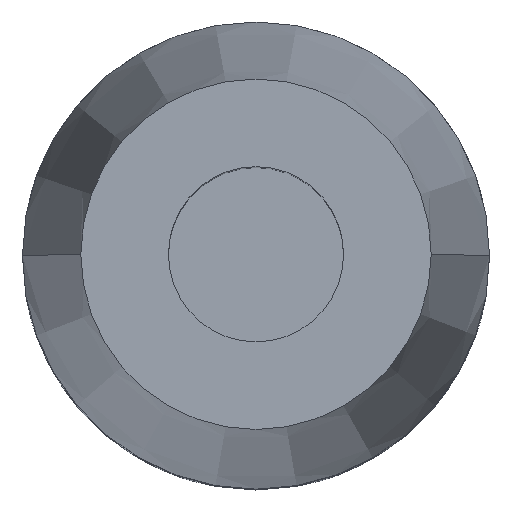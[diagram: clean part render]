
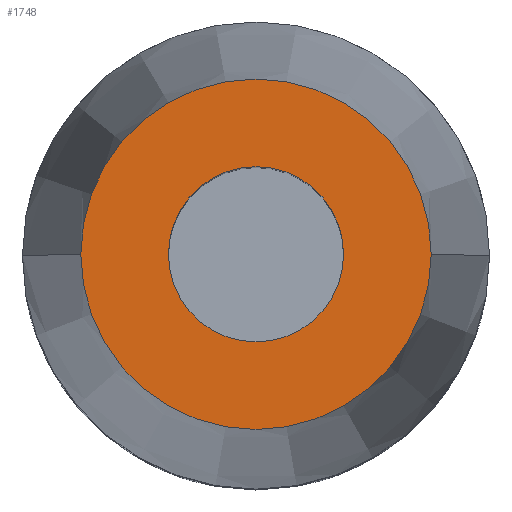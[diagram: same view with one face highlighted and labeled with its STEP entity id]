
A CAD part, top view. The second image highlights one B-rep face of the part: STEP entity #1748.
In plain terms, the highlighted planar face has unit normal (0, 0, 1).
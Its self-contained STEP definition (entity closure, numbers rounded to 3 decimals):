
#23 = AXIS2_PLACEMENT_3D ( 'NONE', #3261, #1074, #3627 ) ;
#52 = ORIENTED_EDGE ( 'NONE', *, *, #1661, .F. ) ;
#140 = CARTESIAN_POINT ( 'NONE',  ( 0., 0., 84. ) ) ;
#176 = DIRECTION ( 'NONE',  ( 0., 0., 1. ) ) ;
#365 = EDGE_CURVE ( 'NONE', #683, #1585, #2318, .T. ) ;
#500 = DIRECTION ( 'NONE',  ( -1., 0., 0. ) ) ;
#629 = VERTEX_POINT ( 'NONE', #4186 ) ;
#683 = VERTEX_POINT ( 'NONE', #3336 ) ;
#837 = CARTESIAN_POINT ( 'NONE',  ( 6., 0., 84. ) ) ;
#887 = PLANE ( 'NONE',  #2581 ) ;
#1074 = DIRECTION ( 'NONE',  ( 0., 0., -1. ) ) ;
#1303 = AXIS2_PLACEMENT_3D ( 'NONE', #3371, #3322, #3286 ) ;
#1378 = AXIS2_PLACEMENT_3D ( 'NONE', #4121, #1938, #4464 ) ;
#1585 = VERTEX_POINT ( 'NONE', #837 ) ;
#1661 = EDGE_CURVE ( 'NONE', #3325, #629, #2807, .T. ) ;
#1748 = ADVANCED_FACE ( 'NONE', ( #3562, #4603 ), #887, .T. ) ;
#1851 = CIRCLE ( 'NONE', #23, 6. ) ;
#1911 = AXIS2_PLACEMENT_3D ( 'NONE', #140, #2661, #500 ) ;
#1938 = DIRECTION ( 'NONE',  ( 0., 0., -1. ) ) ;
#2318 = CIRCLE ( 'NONE', #1303, 6. ) ;
#2366 = EDGE_CURVE ( 'NONE', #629, #3325, #3271, .T. ) ;
#2581 = AXIS2_PLACEMENT_3D ( 'NONE', #2685, #176, #2703 ) ;
#2661 = DIRECTION ( 'NONE',  ( 0., 0., -1. ) ) ;
#2685 = CARTESIAN_POINT ( 'NONE',  ( 0., 12., 84. ) ) ;
#2703 = DIRECTION ( 'NONE',  ( 1., 0., 0. ) ) ;
#2807 = CIRCLE ( 'NONE', #1378, 12. ) ;
#3261 = CARTESIAN_POINT ( 'NONE',  ( 0., 0., 84. ) ) ;
#3271 = CIRCLE ( 'NONE', #1911, 12. ) ;
#3286 = DIRECTION ( 'NONE',  ( -1., 0., 0. ) ) ;
#3322 = DIRECTION ( 'NONE',  ( 0., 0., -1. ) ) ;
#3325 = VERTEX_POINT ( 'NONE', #3535 ) ;
#3336 = CARTESIAN_POINT ( 'NONE',  ( -6., 0., 84. ) ) ;
#3371 = CARTESIAN_POINT ( 'NONE',  ( 0., 0., 84. ) ) ;
#3442 = ORIENTED_EDGE ( 'NONE', *, *, #365, .T. ) ;
#3535 = CARTESIAN_POINT ( 'NONE',  ( -12., 0., 84. ) ) ;
#3562 = FACE_BOUND ( 'NONE', #4580, .T. ) ;
#3627 = DIRECTION ( 'NONE',  ( -1., 0., 0. ) ) ;
#3799 = EDGE_LOOP ( 'NONE', ( #52, #4018 ) ) ;
#4018 = ORIENTED_EDGE ( 'NONE', *, *, #2366, .F. ) ;
#4121 = CARTESIAN_POINT ( 'NONE',  ( 0., 0., 84. ) ) ;
#4186 = CARTESIAN_POINT ( 'NONE',  ( 12., 0., 84. ) ) ;
#4288 = ORIENTED_EDGE ( 'NONE', *, *, #4307, .T. ) ;
#4307 = EDGE_CURVE ( 'NONE', #1585, #683, #1851, .T. ) ;
#4464 = DIRECTION ( 'NONE',  ( -1., 0., 0. ) ) ;
#4580 = EDGE_LOOP ( 'NONE', ( #3442, #4288 ) ) ;
#4603 = FACE_OUTER_BOUND ( 'NONE', #3799, .T. ) ;
